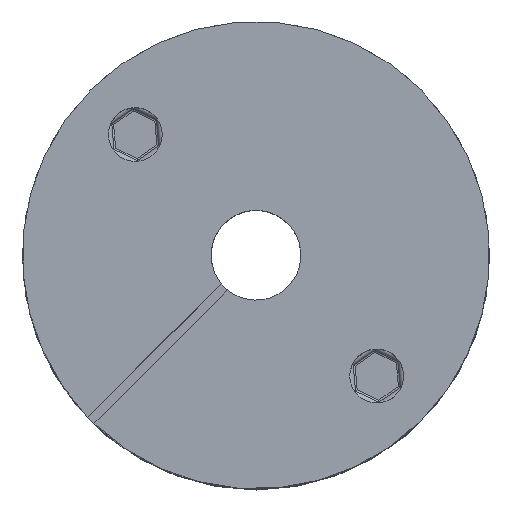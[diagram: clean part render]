
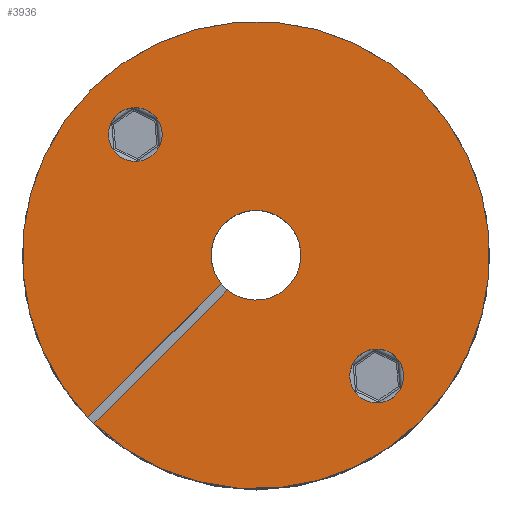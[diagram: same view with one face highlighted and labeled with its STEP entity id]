
A CAD part, top view. The second image highlights one B-rep face of the part: STEP entity #3936.
In plain terms, the highlighted face is planar.
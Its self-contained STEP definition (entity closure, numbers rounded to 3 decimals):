
#14 = DIRECTION ( 'NONE',  ( -1., 0., 0. ) ) ;
#66 = DIRECTION ( 'NONE',  ( 0., 0., 1. ) ) ;
#172 = FACE_BOUND ( 'NONE', #4844, .T. ) ;
#192 = EDGE_CURVE ( 'NONE', #4322, #1536, #4737, .T. ) ;
#250 = CARTESIAN_POINT ( 'NONE',  ( -0.02, 6., 0.25 ) ) ;
#354 = CIRCLE ( 'NONE', #2434, 2.5 ) ;
#362 = CARTESIAN_POINT ( 'NONE',  ( 0., 6., -13. ) ) ;
#363 = EDGE_CURVE ( 'NONE', #1536, #4322, #1650, .T. ) ;
#502 = AXIS2_PLACEMENT_3D ( 'NONE', #1974, #662, #3223 ) ;
#536 = PLANE ( 'NONE',  #4603 ) ;
#561 = VERTEX_POINT ( 'NONE', #1112 ) ;
#653 = AXIS2_PLACEMENT_3D ( 'NONE', #3031, #5040, #66 ) ;
#662 = DIRECTION ( 'NONE',  ( 0., 1., 0. ) ) ;
#663 = ORIENTED_EDGE ( 'NONE', *, *, #1231, .T. ) ;
#801 = CIRCLE ( 'NONE', #4752, 13. ) ;
#804 = DIRECTION ( 'NONE',  ( 0., 1., 0. ) ) ;
#847 = AXIS2_PLACEMENT_3D ( 'NONE', #4043, #2901, #2784 ) ;
#909 = AXIS2_PLACEMENT_3D ( 'NONE', #967, #3477, #4734 ) ;
#915 = ORIENTED_EDGE ( 'NONE', *, *, #1851, .F. ) ;
#943 = FACE_BOUND ( 'NONE', #3771, .T. ) ;
#962 = VERTEX_POINT ( 'NONE', #1432 ) ;
#967 = CARTESIAN_POINT ( 'NONE',  ( 0., 6., 9.5 ) ) ;
#981 = CARTESIAN_POINT ( 'NONE',  ( 0., 6., 11. ) ) ;
#992 = VERTEX_POINT ( 'NONE', #4263 ) ;
#1053 = VERTEX_POINT ( 'NONE', #5242 ) ;
#1102 = CIRCLE ( 'NONE', #502, 13. ) ;
#1110 = EDGE_CURVE ( 'NONE', #3264, #5194, #1102, .T. ) ;
#1112 = CARTESIAN_POINT ( 'NONE',  ( 0., 6., 8. ) ) ;
#1135 = VECTOR ( 'NONE', #14, 1000. ) ;
#1231 = EDGE_CURVE ( 'NONE', #5194, #1053, #2935, .T. ) ;
#1263 = CIRCLE ( 'NONE', #909, 1.5 ) ;
#1265 = CARTESIAN_POINT ( 'NONE',  ( -0.02, 6., -0.25 ) ) ;
#1341 = CARTESIAN_POINT ( 'NONE',  ( 12.998, 6., -0.25 ) ) ;
#1385 = DIRECTION ( 'NONE',  ( 0., 0., 1. ) ) ;
#1410 = FACE_OUTER_BOUND ( 'NONE', #5074, .T. ) ;
#1432 = CARTESIAN_POINT ( 'NONE',  ( 2.487, 6., 0.25 ) ) ;
#1536 = VERTEX_POINT ( 'NONE', #4615 ) ;
#1650 = CIRCLE ( 'NONE', #1739, 1.5 ) ;
#1657 = ORIENTED_EDGE ( 'NONE', *, *, #363, .F. ) ;
#1685 = ORIENTED_EDGE ( 'NONE', *, *, #2630, .F. ) ;
#1704 = ORIENTED_EDGE ( 'NONE', *, *, #1110, .T. ) ;
#1739 = AXIS2_PLACEMENT_3D ( 'NONE', #4130, #804, #2111 ) ;
#1805 = AXIS2_PLACEMENT_3D ( 'NONE', #2948, #3393, #4993 ) ;
#1808 = DIRECTION ( 'NONE',  ( 1., 0., 0. ) ) ;
#1829 = ORIENTED_EDGE ( 'NONE', *, *, #2381, .T. ) ;
#1846 = CARTESIAN_POINT ( 'NONE',  ( 0., 6., 0. ) ) ;
#1851 = EDGE_CURVE ( 'NONE', #992, #962, #354, .T. ) ;
#1867 = AXIS2_PLACEMENT_3D ( 'NONE', #5109, #3075, #1385 ) ;
#1923 = DIRECTION ( 'NONE',  ( 0., 1., 0. ) ) ;
#1974 = CARTESIAN_POINT ( 'NONE',  ( 0., 6., 0. ) ) ;
#1979 = LINE ( 'NONE', #1265, #1135 ) ;
#1983 = CARTESIAN_POINT ( 'NONE',  ( 0., 6., -9.5 ) ) ;
#2022 = VERTEX_POINT ( 'NONE', #4929 ) ;
#2111 = DIRECTION ( 'NONE',  ( 0., 0., 1. ) ) ;
#2188 = DIRECTION ( 'NONE',  ( 0., 1., 0. ) ) ;
#2381 = EDGE_CURVE ( 'NONE', #1053, #5143, #801, .T. ) ;
#2434 = AXIS2_PLACEMENT_3D ( 'NONE', #3089, #4874, #3549 ) ;
#2443 = EDGE_CURVE ( 'NONE', #3264, #2022, #1979, .T. ) ;
#2491 = CIRCLE ( 'NONE', #847, 2.5 ) ;
#2577 = ORIENTED_EDGE ( 'NONE', *, *, #4348, .F. ) ;
#2630 = EDGE_CURVE ( 'NONE', #962, #5143, #4723, .T. ) ;
#2784 = DIRECTION ( 'NONE',  ( 0., 0., 1. ) ) ;
#2861 = ORIENTED_EDGE ( 'NONE', *, *, #192, .F. ) ;
#2901 = DIRECTION ( 'NONE',  ( 0., 1., 0. ) ) ;
#2935 = CIRCLE ( 'NONE', #1805, 13. ) ;
#2948 = CARTESIAN_POINT ( 'NONE',  ( 0., 6., 0. ) ) ;
#3031 = CARTESIAN_POINT ( 'NONE',  ( 0., 6., 0. ) ) ;
#3075 = DIRECTION ( 'NONE',  ( 0., 1., 0. ) ) ;
#3089 = CARTESIAN_POINT ( 'NONE',  ( 0., 6., 0. ) ) ;
#3124 = DIRECTION ( 'NONE',  ( 0., 0., 1. ) ) ;
#3163 = EDGE_CURVE ( 'NONE', #2022, #4763, #2491, .T. ) ;
#3223 = DIRECTION ( 'NONE',  ( 0., 0., 1. ) ) ;
#3264 = VERTEX_POINT ( 'NONE', #1341 ) ;
#3393 = DIRECTION ( 'NONE',  ( 0., 1., 0. ) ) ;
#3424 = CIRCLE ( 'NONE', #1867, 1.5 ) ;
#3477 = DIRECTION ( 'NONE',  ( 0., 1., 0. ) ) ;
#3549 = DIRECTION ( 'NONE',  ( 0., 0., 1. ) ) ;
#3612 = DIRECTION ( 'NONE',  ( 0., 0., 1. ) ) ;
#3721 = EDGE_CURVE ( 'NONE', #4763, #992, #5034, .T. ) ;
#3724 = CARTESIAN_POINT ( 'NONE',  ( 0., 6., -8. ) ) ;
#3771 = EDGE_LOOP ( 'NONE', ( #1657, #2861 ) ) ;
#3836 = ORIENTED_EDGE ( 'NONE', *, *, #3905, .F. ) ;
#3905 = EDGE_CURVE ( 'NONE', #561, #4706, #1263, .T. ) ;
#3936 = ADVANCED_FACE ( 'NONE', ( #1410, #172, #943 ), #536, .T. ) ;
#4043 = CARTESIAN_POINT ( 'NONE',  ( 0., 6., 0. ) ) ;
#4130 = CARTESIAN_POINT ( 'NONE',  ( 0., 6., -9.5 ) ) ;
#4263 = CARTESIAN_POINT ( 'NONE',  ( 0., 6., 2.5 ) ) ;
#4322 = VERTEX_POINT ( 'NONE', #3724 ) ;
#4348 = EDGE_CURVE ( 'NONE', #4706, #561, #3424, .T. ) ;
#4367 = DIRECTION ( 'NONE',  ( 0., 1., 0. ) ) ;
#4400 = CARTESIAN_POINT ( 'NONE',  ( 0., 6., -2.5 ) ) ;
#4603 = AXIS2_PLACEMENT_3D ( 'NONE', #1846, #2188, #5104 ) ;
#4615 = CARTESIAN_POINT ( 'NONE',  ( 0., 6., -11. ) ) ;
#4648 = AXIS2_PLACEMENT_3D ( 'NONE', #1983, #4367, #3612 ) ;
#4706 = VERTEX_POINT ( 'NONE', #981 ) ;
#4723 = LINE ( 'NONE', #250, #4824 ) ;
#4734 = DIRECTION ( 'NONE',  ( 0., 0., 1. ) ) ;
#4737 = CIRCLE ( 'NONE', #4648, 1.5 ) ;
#4752 = AXIS2_PLACEMENT_3D ( 'NONE', #5164, #1923, #3124 ) ;
#4763 = VERTEX_POINT ( 'NONE', #4400 ) ;
#4824 = VECTOR ( 'NONE', #1808, 1000. ) ;
#4844 = EDGE_LOOP ( 'NONE', ( #3836, #2577 ) ) ;
#4874 = DIRECTION ( 'NONE',  ( 0., 1., 0. ) ) ;
#4929 = CARTESIAN_POINT ( 'NONE',  ( 2.487, 6., -0.25 ) ) ;
#4993 = DIRECTION ( 'NONE',  ( 0., 0., 1. ) ) ;
#5033 = ORIENTED_EDGE ( 'NONE', *, *, #3163, .F. ) ;
#5034 = CIRCLE ( 'NONE', #653, 2.5 ) ;
#5040 = DIRECTION ( 'NONE',  ( 0., 1., 0. ) ) ;
#5074 = EDGE_LOOP ( 'NONE', ( #5170, #1704, #663, #1829, #1685, #915, #5204, #5033 ) ) ;
#5104 = DIRECTION ( 'NONE',  ( 0., 0., 1. ) ) ;
#5109 = CARTESIAN_POINT ( 'NONE',  ( 0., 6., 9.5 ) ) ;
#5143 = VERTEX_POINT ( 'NONE', #5327 ) ;
#5164 = CARTESIAN_POINT ( 'NONE',  ( 0., 6., 0. ) ) ;
#5170 = ORIENTED_EDGE ( 'NONE', *, *, #2443, .F. ) ;
#5194 = VERTEX_POINT ( 'NONE', #362 ) ;
#5204 = ORIENTED_EDGE ( 'NONE', *, *, #3721, .F. ) ;
#5242 = CARTESIAN_POINT ( 'NONE',  ( 0., 6., 13. ) ) ;
#5327 = CARTESIAN_POINT ( 'NONE',  ( 12.998, 6., 0.25 ) ) ;
